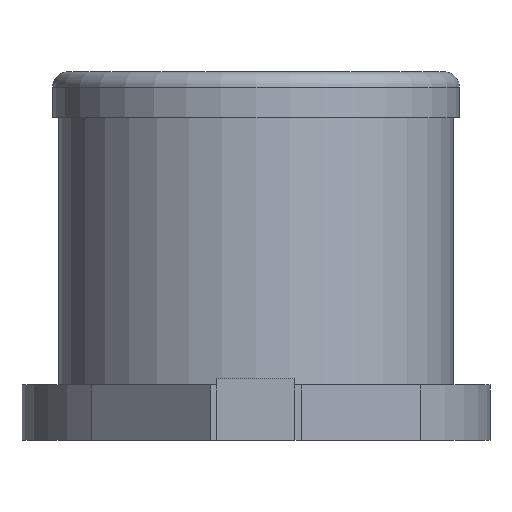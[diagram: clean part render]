
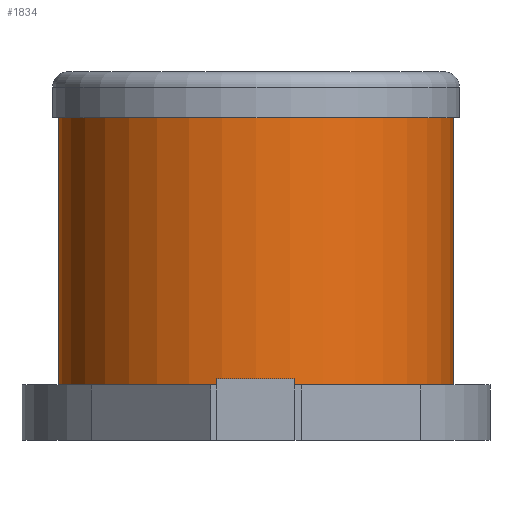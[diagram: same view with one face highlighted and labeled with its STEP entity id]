
A CAD part, left-side view. The second image highlights one B-rep face of the part: STEP entity #1834.
In plain terms, the highlighted cylindrical face has radius 6.42 mm (diameter 12.84 mm), a full revolution.
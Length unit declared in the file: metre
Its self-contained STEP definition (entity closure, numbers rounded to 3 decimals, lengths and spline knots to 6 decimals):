
#61=CYLINDRICAL_SURFACE('',#2049,0.00642);
#717=ORIENTED_EDGE('',*,*,#1120,.T.);
#718=ORIENTED_EDGE('',*,*,#1189,.F.);
#1120=EDGE_CURVE('',#1390,#1390,#1514,.T.);
#1189=EDGE_CURVE('',#1435,#1435,#1519,.T.);
#1390=VERTEX_POINT('',#2607);
#1435=VERTEX_POINT('',#2747);
#1514=CIRCLE('',#2019,0.00642);
#1519=CIRCLE('',#2050,0.00642);
#1555=EDGE_LOOP('',(#717));
#1556=EDGE_LOOP('',(#718));
#1668=FACE_BOUND('',#1555,.T.);
#1669=FACE_BOUND('',#1556,.T.);
#1834=ADVANCED_FACE('',(#1668,#1669),#61,.T.);
#2019=AXIS2_PLACEMENT_3D('',#2606,#2127,#2128);
#2049=AXIS2_PLACEMENT_3D('',#2745,#2251,#2252);
#2050=AXIS2_PLACEMENT_3D('',#2746,#2253,#2254);
#2127=DIRECTION('',(0.,0.,1.));
#2128=DIRECTION('',(1.,0.,0.));
#2251=DIRECTION('',(0.,0.,-1.));
#2252=DIRECTION('',(-1.,0.,0.));
#2253=DIRECTION('',(0.,0.,1.));
#2254=DIRECTION('',(1.,0.,0.));
#2606=CARTESIAN_POINT('',(0.,0.,0.0018));
#2607=CARTESIAN_POINT('',(0.00642,0.,0.0018));
#2745=CARTESIAN_POINT('',(0.,0.,0.0105));
#2746=CARTESIAN_POINT('',(0.,0.,0.0105));
#2747=CARTESIAN_POINT('',(0.00642,0.,0.0105));
